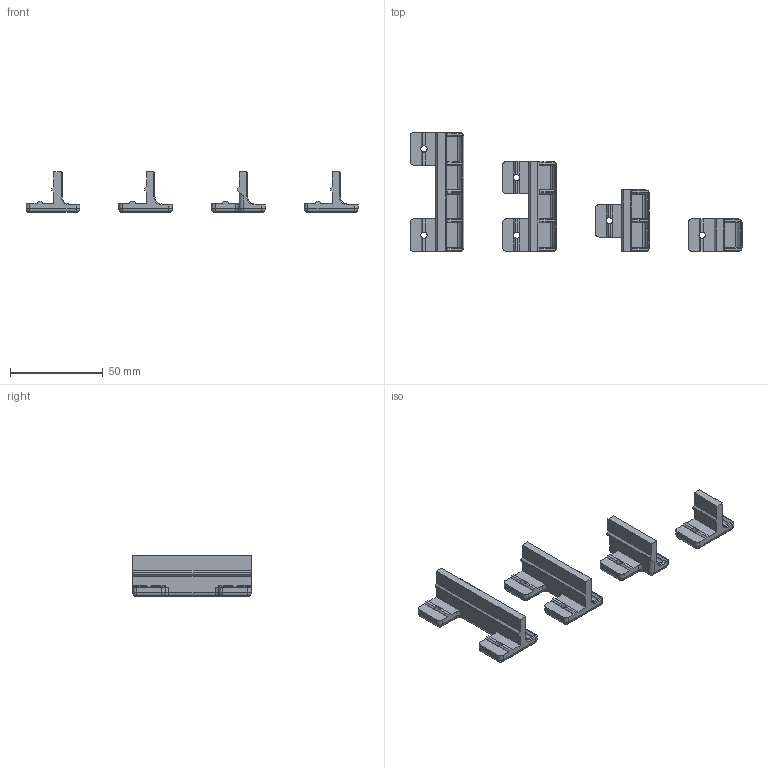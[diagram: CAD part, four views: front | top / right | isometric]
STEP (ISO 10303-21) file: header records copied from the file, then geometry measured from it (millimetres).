
FILE_DESCRIPTION(/* description */ (''),/* implementation_level */ '2;1');
FILE_NAME(/* name */ 'DFHInspiredCloneWagoV0BedMount v15.step',/* time_stamp */ '2022-02-02T05:38:42+00:00',/* author */ (''),/* organization */ (''),/* preprocessor_version */ 'ST-DEVELOPER v18.1',/* originating_system */ 'Autodesk Translation Framework v10.13.0.1454',/* authorisation */ '');
FILE_SCHEMA (('AUTOMOTIVE_DESIGN { 1 0 10303 214 3 1 1 }'));
Length unit declared in the file: millimetre
Products named in the file (5): DFHInspiredCloneWagoV0BedMount; CloneWagoV0BedMount-1; CloneWagoV0BedMount-2; CloneWagoV0BedMount-4; CloneWagoV0BedMount-3
Assembly tree (4 placements, depth 2):
  DFHInspiredCloneWagoV0BedMount
    CloneWagoV0BedMount-1
    CloneWagoV0BedMount-2
    CloneWagoV0BedMount-4
    CloneWagoV0BedMount-3
Bounding box: 179 x 64 x 22 mm (x, y, z)
Volume: 22160.6 mm3; surface area: 19111.7 mm2
Topology: 4 solids, 4 shells, 520 faces, 1352 edges, 834 vertices
Faces by surface type: plane 304, cylinder 126, cone 62, bspline 22, torus 6
Full cylindrical faces by diameter (mm): 3.4 x6
Entity records: 16001 total; most frequent: CARTESIAN_POINT 2951, DIRECTION 2752, ORIENTED_EDGE 2704, EDGE_CURVE 1352, LINE 926, VECTOR 926, AXIS2_PLACEMENT_3D 913, VERTEX_POINT 834
